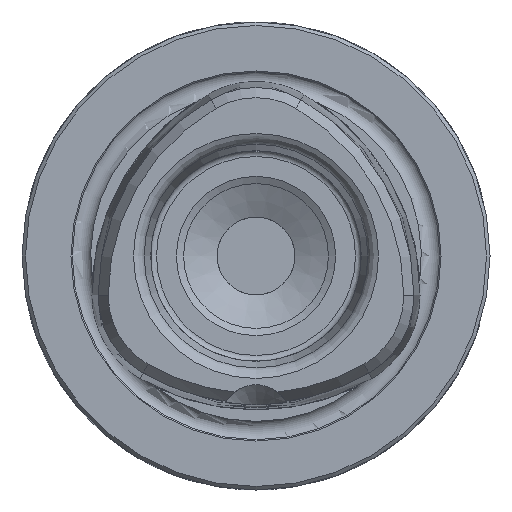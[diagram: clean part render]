
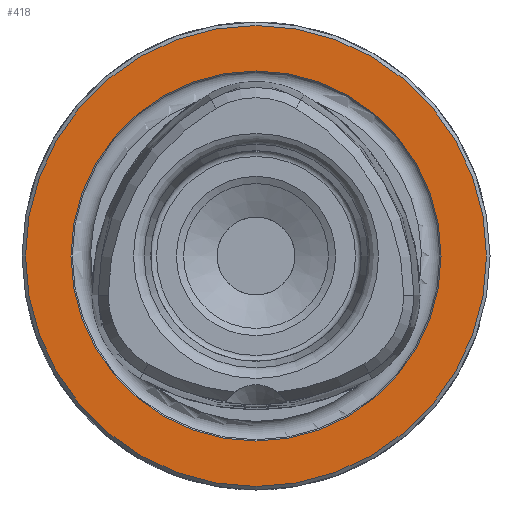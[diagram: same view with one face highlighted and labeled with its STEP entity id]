
A CAD part, left-side view. The second image highlights one B-rep face of the part: STEP entity #418.
In plain terms, the highlighted planar face has unit normal (-1, 0, 0).
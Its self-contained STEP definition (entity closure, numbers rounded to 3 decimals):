
#418 = ADVANCED_FACE( '', ( #918, #919 ), #920, .T. );
#918 = FACE_OUTER_BOUND( '', #1589, .T. );
#919 = FACE_BOUND( '', #1590, .T. );
#920 = PLANE( '', #1591 );
#1589 = EDGE_LOOP( '', ( #2407 ) );
#1590 = EDGE_LOOP( '', ( #2408 ) );
#1591 = AXIS2_PLACEMENT_3D( '', #2409, #2410, #2411 );
#2407 = ORIENTED_EDGE( '', *, *, #3464, .T. );
#2408 = ORIENTED_EDGE( '', *, *, #3569, .F. );
#2409 = CARTESIAN_POINT( '', ( 0., 0., 15.5 ) );
#2410 = DIRECTION( '', ( -1., 0., 0. ) );
#2411 = DIRECTION( '', ( 0., 0., 1. ) );
#3464 = EDGE_CURVE( '', #3995, #3995, #3996, .T. );
#3569 = EDGE_CURVE( '', #4168, #4168, #4169, .T. );
#3995 = VERTEX_POINT( '', #4937 );
#3996 = CIRCLE( '', #4938, 19.7 );
#4168 = VERTEX_POINT( '', #5279 );
#4169 = CIRCLE( '', #5280, 15.814 );
#4937 = CARTESIAN_POINT( '', ( 0., 0., 19.7 ) );
#4938 = AXIS2_PLACEMENT_3D( '', #6165, #6166, #6167 );
#5279 = CARTESIAN_POINT( '', ( 0., 0., 15.814 ) );
#5280 = AXIS2_PLACEMENT_3D( '', #6298, #6299, #6300 );
#6165 = CARTESIAN_POINT( '', ( 0., 0., 0. ) );
#6166 = DIRECTION( '', ( -1., 0., 0. ) );
#6167 = DIRECTION( '', ( 0., 0., 1. ) );
#6298 = CARTESIAN_POINT( '', ( 0., 0., 0. ) );
#6299 = DIRECTION( '', ( -1., 0., 0. ) );
#6300 = DIRECTION( '', ( 0., 0., 1. ) );
